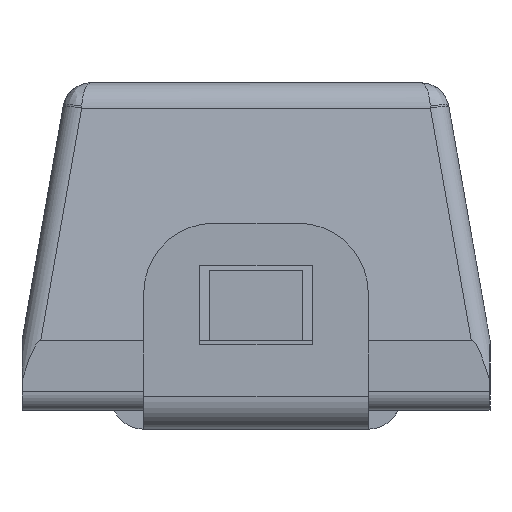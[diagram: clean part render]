
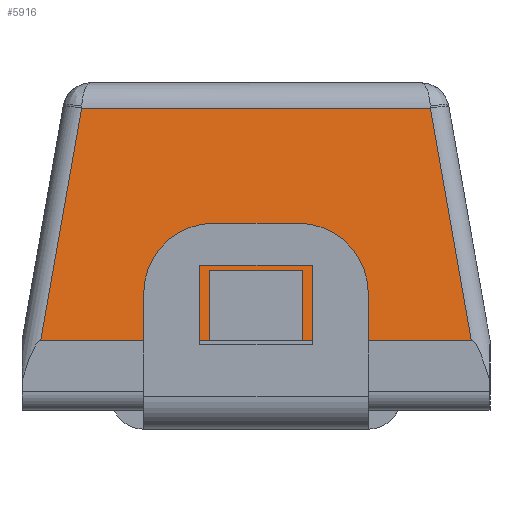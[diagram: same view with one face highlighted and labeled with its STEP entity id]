
A CAD part, left-side view. The second image highlights one B-rep face of the part: STEP entity #5916.
In plain terms, the highlighted planar face has unit normal (-0.995, 0, 0.099).
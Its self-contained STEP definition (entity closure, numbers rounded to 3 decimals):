
#39 = CARTESIAN_POINT ( 'NONE',  ( 4902.147, 3., 49265.773 ) ) ;
#322 = CARTESIAN_POINT ( 'NONE',  ( 0., 0., 0.75 ) ) ;
#331 = ORIENTED_EDGE ( 'NONE', *, *, #5163, .T. ) ;
#390 = VERTEX_POINT ( 'NONE', #1963 ) ;
#479 = DIRECTION ( 'NONE',  ( -0.098, 0.173, -0.98 ) ) ;
#511 = EDGE_CURVE ( 'NONE', #2142, #5485, #602, .T. ) ;
#602 = LINE ( 'NONE', #4207, #5949 ) ;
#758 = VECTOR ( 'NONE', #3094, 1000. ) ;
#841 = EDGE_CURVE ( 'NONE', #1750, #390, #5292, .T. ) ;
#882 = ORIENTED_EDGE ( 'NONE', *, *, #511, .T. ) ;
#939 = VECTOR ( 'NONE', #3421, 1000. ) ;
#974 = ORIENTED_EDGE ( 'NONE', *, *, #1016, .F. ) ;
#1001 = CARTESIAN_POINT ( 'NONE',  ( 0.081, 4.657, 1.563 ) ) ;
#1016 = EDGE_CURVE ( 'NONE', #1439, #390, #4940, .T. ) ;
#1164 = LINE ( 'NONE', #39, #939 ) ;
#1207 = LINE ( 'NONE', #1232, #5463 ) ;
#1232 = CARTESIAN_POINT ( 'NONE',  ( 0., 0., 0.75 ) ) ;
#1254 = CARTESIAN_POINT ( 'NONE',  ( 0.075, 3., 1.5 ) ) ;
#1278 = DIRECTION ( 'NONE',  ( 0., 1., 0. ) ) ;
#1283 = DIRECTION ( 'NONE',  ( -0.995, 0., 0.099 ) ) ;
#1338 = CARTESIAN_POINT ( 'NONE',  ( 0.247, 4.515, 3.23 ) ) ;
#1341 = VECTOR ( 'NONE', #479, 1000. ) ;
#1439 = VERTEX_POINT ( 'NONE', #1834 ) ;
#1750 = VERTEX_POINT ( 'NONE', #4907 ) ;
#1787 = DIRECTION ( 'NONE',  ( 0.099, 0., 0.995 ) ) ;
#1834 = CARTESIAN_POINT ( 'NONE',  ( 0., 3., 0.75 ) ) ;
#1897 = VERTEX_POINT ( 'NONE', #2672 ) ;
#1963 = CARTESIAN_POINT ( 'NONE',  ( 0., 4.8, 0.75 ) ) ;
#2077 = EDGE_CURVE ( 'NONE', #5853, #1897, #4446, .T. ) ;
#2142 = VERTEX_POINT ( 'NONE', #1254 ) ;
#2183 = EDGE_CURVE ( 'NONE', #5853, #3168, #1207, .T. ) ;
#2240 = EDGE_CURVE ( 'NONE', #1897, #1750, #3534, .T. ) ;
#2522 = CARTESIAN_POINT ( 'NONE',  ( 0., 2., 0.75 ) ) ;
#2623 = CARTESIAN_POINT ( 'NONE',  ( -0.003, 0.194, 0.716 ) ) ;
#2672 = CARTESIAN_POINT ( 'NONE',  ( 0.247, 0.637, 3.23 ) ) ;
#2691 = CARTESIAN_POINT ( 'NONE',  ( 0.075, 2., 1.5 ) ) ;
#2774 = EDGE_LOOP ( 'NONE', ( #3884, #4789, #974, #331, #882, #4227, #4182, #3267 ) ) ;
#2955 = AXIS2_PLACEMENT_3D ( 'NONE', #322, #1283, #1787 ) ;
#2971 = CARTESIAN_POINT ( 'NONE',  ( 4902.147, 2., 49265.773 ) ) ;
#3083 = EDGE_CURVE ( 'NONE', #5485, #3168, #6015, .T. ) ;
#3094 = DIRECTION ( 'NONE',  ( 0.098, 0.173, 0.98 ) ) ;
#3168 = VERTEX_POINT ( 'NONE', #2522 ) ;
#3231 = DIRECTION ( 'NONE',  ( 0., 1., 0. ) ) ;
#3267 = ORIENTED_EDGE ( 'NONE', *, *, #2077, .T. ) ;
#3421 = DIRECTION ( 'NONE',  ( 0.099, 0., 0.995 ) ) ;
#3534 = LINE ( 'NONE', #1338, #5227 ) ;
#3558 = PLANE ( 'NONE',  #2955 ) ;
#3774 = FACE_OUTER_BOUND ( 'NONE', #2774, .T. ) ;
#3868 = DIRECTION ( 'NONE',  ( 0., 1., 0. ) ) ;
#3884 = ORIENTED_EDGE ( 'NONE', *, *, #2240, .T. ) ;
#4182 = ORIENTED_EDGE ( 'NONE', *, *, #2183, .F. ) ;
#4186 = DIRECTION ( 'NONE',  ( 0., -1., 0. ) ) ;
#4207 = CARTESIAN_POINT ( 'NONE',  ( 0.075, 3., 1.5 ) ) ;
#4227 = ORIENTED_EDGE ( 'NONE', *, *, #3083, .T. ) ;
#4446 = LINE ( 'NONE', #2623, #758 ) ;
#4506 = VECTOR ( 'NONE', #3868, 1000. ) ;
#4789 = ORIENTED_EDGE ( 'NONE', *, *, #841, .T. ) ;
#4907 = CARTESIAN_POINT ( 'NONE',  ( 0.247, 4.363, 3.23 ) ) ;
#4940 = LINE ( 'NONE', #5240, #4506 ) ;
#5163 = EDGE_CURVE ( 'NONE', #1439, #2142, #1164, .T. ) ;
#5227 = VECTOR ( 'NONE', #3231, 1000. ) ;
#5240 = CARTESIAN_POINT ( 'NONE',  ( 0., 0., 0.75 ) ) ;
#5292 = LINE ( 'NONE', #1001, #1341 ) ;
#5301 = VECTOR ( 'NONE', #5747, 1000. ) ;
#5381 = CARTESIAN_POINT ( 'NONE',  ( 0., 0.2, 0.75 ) ) ;
#5463 = VECTOR ( 'NONE', #1278, 1000. ) ;
#5485 = VERTEX_POINT ( 'NONE', #2691 ) ;
#5747 = DIRECTION ( 'NONE',  ( -0.099, 0., -0.995 ) ) ;
#5853 = VERTEX_POINT ( 'NONE', #5381 ) ;
#5916 = ADVANCED_FACE ( 'NONE', ( #3774 ), #3558, .T. ) ;
#5949 = VECTOR ( 'NONE', #4186, 1000. ) ;
#6015 = LINE ( 'NONE', #2971, #5301 ) ;
